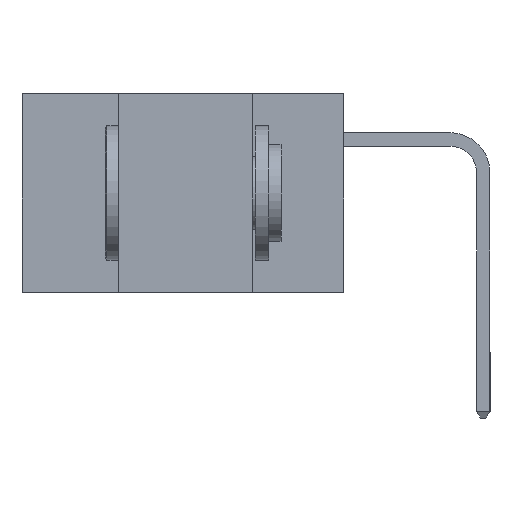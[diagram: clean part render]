
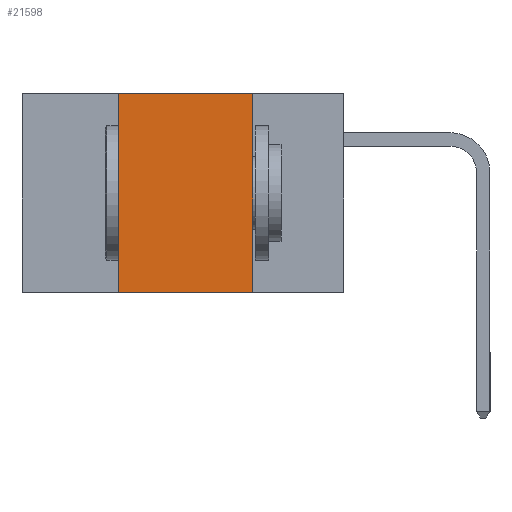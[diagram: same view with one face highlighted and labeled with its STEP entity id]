
A CAD part, left-side view. The second image highlights one B-rep face of the part: STEP entity #21598.
In plain terms, the highlighted planar face has unit normal (-1, 0, 0).
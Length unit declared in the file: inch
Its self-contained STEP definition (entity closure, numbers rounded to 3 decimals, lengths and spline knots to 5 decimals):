
#39 = EDGE_CURVE ( 'NONE', #6686, #13147, #3881, .T. ) ;
#385 = CARTESIAN_POINT ( 'NONE',  ( 0., 0.42, 0. ) ) ;
#1077 = PLANE ( 'NONE',  #7241 ) ;
#1996 = CARTESIAN_POINT ( 'NONE',  ( 0., 0.6, 0. ) ) ;
#3457 = DIRECTION ( 'NONE',  ( 0., 0., 1. ) ) ;
#3587 = VERTEX_POINT ( 'NONE', #13035 ) ;
#3881 = LINE ( 'NONE', #1996, #11387 ) ;
#4062 = DIRECTION ( 'NONE',  ( 0., -1., 0. ) ) ;
#4761 = EDGE_LOOP ( 'NONE', ( #21897, #11372, #21428, #11146 ) ) ;
#5289 = VERTEX_POINT ( 'NONE', #20178 ) ;
#6209 = CARTESIAN_POINT ( 'NONE',  ( 0., 0.17, 0. ) ) ;
#6686 = VERTEX_POINT ( 'NONE', #385 ) ;
#7241 = AXIS2_PLACEMENT_3D ( 'NONE', #15396, #18908, #13737 ) ;
#8218 = FACE_OUTER_BOUND ( 'NONE', #4761, .T. ) ;
#8948 = VECTOR ( 'NONE', #22351, 39.37008 ) ;
#9779 = LINE ( 'NONE', #13307, #8948 ) ;
#10598 = VECTOR ( 'NONE', #3457, 39.37008 ) ;
#11146 = ORIENTED_EDGE ( 'NONE', *, *, #21041, .T. ) ;
#11372 = ORIENTED_EDGE ( 'NONE', *, *, #39, .F. ) ;
#11387 = VECTOR ( 'NONE', #14310, 39.37008 ) ;
#12912 = VECTOR ( 'NONE', #4062, 39.37008 ) ;
#13035 = CARTESIAN_POINT ( 'NONE',  ( 0., 0.42, -0.37 ) ) ;
#13147 = VERTEX_POINT ( 'NONE', #6209 ) ;
#13307 = CARTESIAN_POINT ( 'NONE',  ( 0., 0.17, -0.37 ) ) ;
#13737 = DIRECTION ( 'NONE',  ( 0., 0., -1. ) ) ;
#14310 = DIRECTION ( 'NONE',  ( 0., -1., 0. ) ) ;
#15296 = EDGE_CURVE ( 'NONE', #13147, #5289, #9779, .T. ) ;
#15396 = CARTESIAN_POINT ( 'NONE',  ( 0., 0.6, 0. ) ) ;
#16739 = CARTESIAN_POINT ( 'NONE',  ( 0., 0.6, -0.37 ) ) ;
#18908 = DIRECTION ( 'NONE',  ( 1., 0., 0. ) ) ;
#19641 = CARTESIAN_POINT ( 'NONE',  ( 0., 0.42, -0.37 ) ) ;
#19759 = LINE ( 'NONE', #19641, #10598 ) ;
#20178 = CARTESIAN_POINT ( 'NONE',  ( 0., 0.17, -0.37 ) ) ;
#21041 = EDGE_CURVE ( 'NONE', #3587, #5289, #22234, .T. ) ;
#21340 = EDGE_CURVE ( 'NONE', #3587, #6686, #19759, .T. ) ;
#21428 = ORIENTED_EDGE ( 'NONE', *, *, #21340, .F. ) ;
#21598 = ADVANCED_FACE ( 'NONE', ( #8218 ), #1077, .F. ) ;
#21897 = ORIENTED_EDGE ( 'NONE', *, *, #15296, .F. ) ;
#22234 = LINE ( 'NONE', #16739, #12912 ) ;
#22351 = DIRECTION ( 'NONE',  ( 0., 0., -1. ) ) ;
